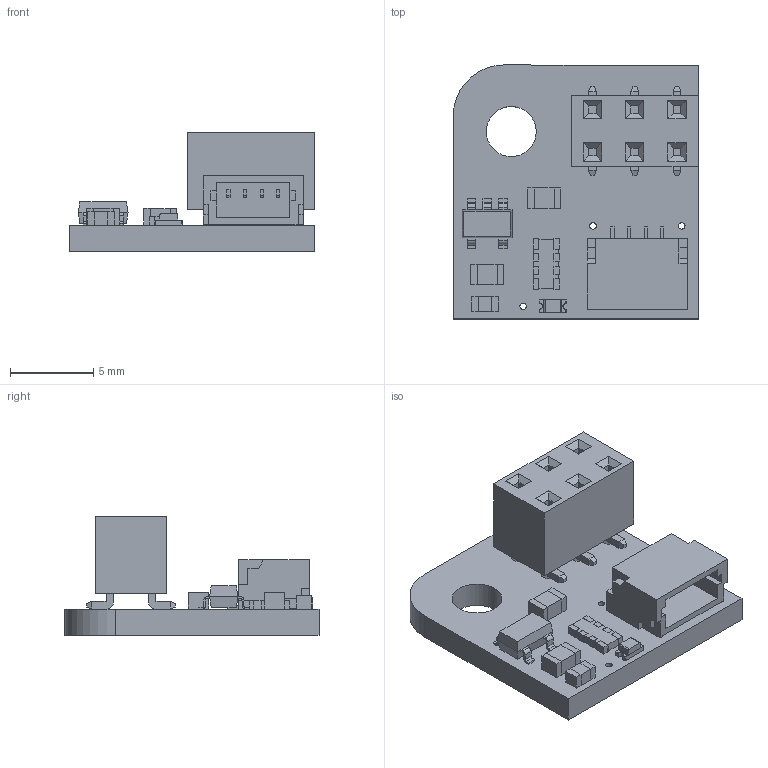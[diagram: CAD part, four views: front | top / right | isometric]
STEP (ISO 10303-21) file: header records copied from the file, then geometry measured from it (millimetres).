
FILE_DESCRIPTION(/* description */ (''),/* implementation_level */ '2;1');
FILE_NAME(/* name */ 'PCB Component.step',/* time_stamp */ '2025-07-10T14:18:30-04:00',/* author */ (''),/* organization */ (''),/* preprocessor_version */ 'ST-DEVELOPER v20.1',/* originating_system */ 'Autodesk Translation Framework v14.10.0.0',/* authorisation */ '');
FILE_SCHEMA (('AUTOMOTIVE_DESIGN { 1 0 10303 214 3 1 1 }'));
Length unit declared in the file: millimetre
Products named in the file (9): PCB Component; Board; RASPBERRYPI_2X3_SMTTOP; 10uF; AP2112K-3.3; 0.1uF; 10K Pack; STEMMA_I2C_QT; GREEN
Assembly tree (9 placements, depth 2):
  PCB Component
    Board
    RASPBERRYPI_2X3_SMTTOP
    10uF  x2
    AP2112K-3.3
    0.1uF
    10K Pack
    STEMMA_I2C_QT
    GREEN
Bounding box: 14.73 x 15.25 x 7.12 mm (x, y, z)
Volume: 536.5 mm3; surface area: 1064.3 mm2
Topology: 19 solids, 19 shells, 484 faces, 1259 edges, 818 vertices
Faces by surface type: plane 435, cylinder 45, bspline 4
Full cylindrical faces by diameter (mm): 0.394 x7, 1 x6, 3 x1
Entity records: 14849 total; most frequent: CARTESIAN_POINT 2573, ORIENTED_EDGE 2446, DIRECTION 2289, EDGE_CURVE 1223, LINE 1125, VECTOR 1125, VERTEX_POINT 794, AXIS2_PLACEMENT_3D 582
